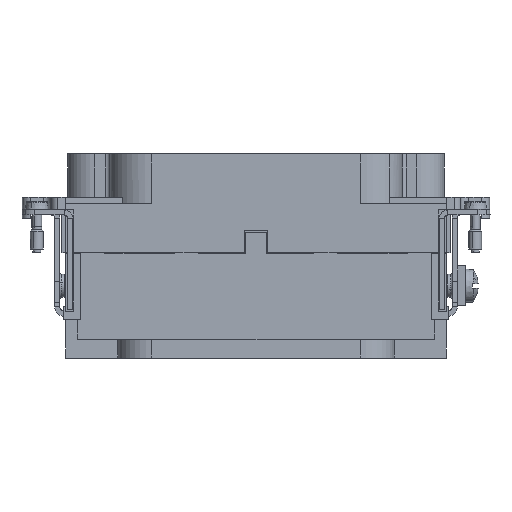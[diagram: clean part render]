
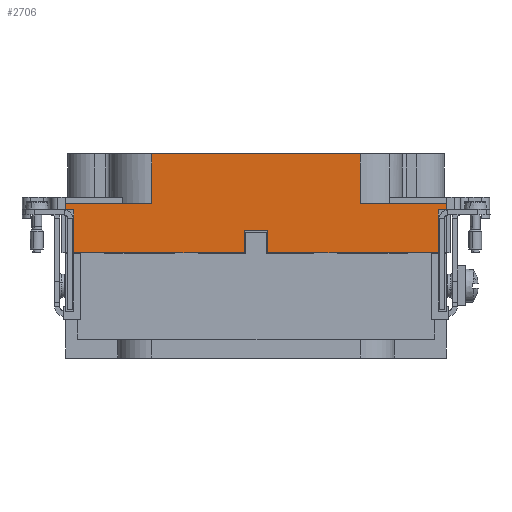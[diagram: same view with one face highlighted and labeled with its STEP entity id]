
A CAD part, left-side view. The second image highlights one B-rep face of the part: STEP entity #2706.
In plain terms, the highlighted planar face has unit normal (-1, 0, 0).
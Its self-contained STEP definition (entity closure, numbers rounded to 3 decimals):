
#2590=AXIS2_PLACEMENT_3D('Plane Axis2P3D',#2587,#2588,#2589) ;
#1377=CARTESIAN_POINT('Vertex',(0.1,10.25,35.15)) ;
#1380=CARTESIAN_POINT('Line Origine',(0.1,11.25,35.15)) ;
#1384=CARTESIAN_POINT('Vertex',(0.1,12.25,35.15)) ;
#2552=CARTESIAN_POINT('Line Origine',(0.1,10.25,35.9)) ;
#2556=CARTESIAN_POINT('Vertex',(0.1,10.25,36.65)) ;
#2587=CARTESIAN_POINT('Axis2P3D Location',(0.1,10.25,38.15)) ;
#2592=CARTESIAN_POINT('Line Origine',(0.1,20.5,36.65)) ;
#2596=CARTESIAN_POINT('Vertex',(0.1,30.75,36.65)) ;
#2599=CARTESIAN_POINT('Line Origine',(0.1,30.75,42.55)) ;
#2603=CARTESIAN_POINT('Vertex',(0.1,30.75,48.45)) ;
#2606=CARTESIAN_POINT('Line Origine',(0.1,55.5,48.45)) ;
#2610=CARTESIAN_POINT('Vertex',(0.1,80.25,48.45)) ;
#2613=CARTESIAN_POINT('Line Origine',(0.1,80.25,42.55)) ;
#2617=CARTESIAN_POINT('Vertex',(0.1,80.25,36.65)) ;
#2620=CARTESIAN_POINT('Line Origine',(0.1,90.5,36.65)) ;
#2624=CARTESIAN_POINT('Vertex',(0.1,100.75,36.65)) ;
#2627=CARTESIAN_POINT('Line Origine',(0.1,100.75,35.9)) ;
#2631=CARTESIAN_POINT('Vertex',(0.1,100.75,35.15)) ;
#2634=CARTESIAN_POINT('Line Origine',(0.1,99.75,35.15)) ;
#2638=CARTESIAN_POINT('Vertex',(0.1,98.75,35.15)) ;
#2641=CARTESIAN_POINT('Line Origine',(0.1,98.75,30.1)) ;
#2645=CARTESIAN_POINT('Vertex',(0.1,98.75,25.05)) ;
#2648=CARTESIAN_POINT('Line Origine',(0.1,78.525,25.05)) ;
#2652=CARTESIAN_POINT('Vertex',(0.1,58.3,25.05)) ;
#2655=CARTESIAN_POINT('Line Origine',(0.1,58.3,27.7)) ;
#2659=CARTESIAN_POINT('Vertex',(0.1,58.3,30.35)) ;
#2662=CARTESIAN_POINT('Line Origine',(0.1,55.5,30.35)) ;
#2666=CARTESIAN_POINT('Vertex',(0.1,52.7,30.35)) ;
#2669=CARTESIAN_POINT('Line Origine',(0.1,52.7,27.7)) ;
#2673=CARTESIAN_POINT('Vertex',(0.1,52.7,25.05)) ;
#2676=CARTESIAN_POINT('Line Origine',(0.1,32.475,25.05)) ;
#2680=CARTESIAN_POINT('Vertex',(0.1,12.25,25.05)) ;
#2683=CARTESIAN_POINT('Line Origine',(0.1,12.25,30.1)) ;
#1381=DIRECTION('Vector Direction',(0.,-1.,0.)) ;
#2553=DIRECTION('Vector Direction',(0.,0.,1.)) ;
#2588=DIRECTION('Axis2P3D Direction',(1.,0.,0.)) ;
#2589=DIRECTION('Axis2P3D XDirection',(0.,1.,0.)) ;
#2593=DIRECTION('Vector Direction',(0.,1.,0.)) ;
#2600=DIRECTION('Vector Direction',(0.,0.,-1.)) ;
#2607=DIRECTION('Vector Direction',(0.,1.,0.)) ;
#2614=DIRECTION('Vector Direction',(0.,0.,-1.)) ;
#2621=DIRECTION('Vector Direction',(0.,1.,0.)) ;
#2628=DIRECTION('Vector Direction',(0.,0.,1.)) ;
#2635=DIRECTION('Vector Direction',(0.,1.,0.)) ;
#2642=DIRECTION('Vector Direction',(0.,0.,-1.)) ;
#2649=DIRECTION('Vector Direction',(0.,1.,0.)) ;
#2656=DIRECTION('Vector Direction',(0.,0.,-1.)) ;
#2663=DIRECTION('Vector Direction',(0.,1.,0.)) ;
#2670=DIRECTION('Vector Direction',(0.,0.,1.)) ;
#2677=DIRECTION('Vector Direction',(0.,1.,0.)) ;
#2684=DIRECTION('Vector Direction',(0.,0.,-1.)) ;
#1382=VECTOR('Line Direction',#1381,1.) ;
#2554=VECTOR('Line Direction',#2553,1.) ;
#2594=VECTOR('Line Direction',#2593,1.) ;
#2601=VECTOR('Line Direction',#2600,1.) ;
#2608=VECTOR('Line Direction',#2607,1.) ;
#2615=VECTOR('Line Direction',#2614,1.) ;
#2622=VECTOR('Line Direction',#2621,1.) ;
#2629=VECTOR('Line Direction',#2628,1.) ;
#2636=VECTOR('Line Direction',#2635,1.) ;
#2643=VECTOR('Line Direction',#2642,1.) ;
#2650=VECTOR('Line Direction',#2649,1.) ;
#2657=VECTOR('Line Direction',#2656,1.) ;
#2664=VECTOR('Line Direction',#2663,1.) ;
#2671=VECTOR('Line Direction',#2670,1.) ;
#2678=VECTOR('Line Direction',#2677,1.) ;
#2685=VECTOR('Line Direction',#2684,1.) ;
#2689=ORIENTED_EDGE('',*,*,#2598,.T.) ;
#2690=ORIENTED_EDGE('',*,*,#2605,.F.) ;
#2691=ORIENTED_EDGE('',*,*,#2612,.F.) ;
#2692=ORIENTED_EDGE('',*,*,#2619,.T.) ;
#2693=ORIENTED_EDGE('',*,*,#2626,.T.) ;
#2694=ORIENTED_EDGE('',*,*,#2633,.F.) ;
#2695=ORIENTED_EDGE('',*,*,#2640,.F.) ;
#2696=ORIENTED_EDGE('',*,*,#2647,.T.) ;
#2697=ORIENTED_EDGE('',*,*,#2654,.F.) ;
#2698=ORIENTED_EDGE('',*,*,#2661,.F.) ;
#2699=ORIENTED_EDGE('',*,*,#2668,.F.) ;
#2700=ORIENTED_EDGE('',*,*,#2675,.F.) ;
#2701=ORIENTED_EDGE('',*,*,#2682,.F.) ;
#2702=ORIENTED_EDGE('',*,*,#2687,.F.) ;
#2703=ORIENTED_EDGE('',*,*,#1386,.F.) ;
#2704=ORIENTED_EDGE('',*,*,#2558,.T.) ;
#2706=ADVANCED_FACE('Hauptk\X2\00F6\X0\rper',(#2705),#2591,.F.) ;
#1386=EDGE_CURVE('',#1378,#1385,#1383,.F.) ;
#2558=EDGE_CURVE('',#1378,#2557,#2555,.T.) ;
#2598=EDGE_CURVE('',#2557,#2597,#2595,.T.) ;
#2605=EDGE_CURVE('',#2604,#2597,#2602,.T.) ;
#2612=EDGE_CURVE('',#2611,#2604,#2609,.F.) ;
#2619=EDGE_CURVE('',#2611,#2618,#2616,.T.) ;
#2626=EDGE_CURVE('',#2618,#2625,#2623,.T.) ;
#2633=EDGE_CURVE('',#2632,#2625,#2630,.T.) ;
#2640=EDGE_CURVE('',#2639,#2632,#2637,.T.) ;
#2647=EDGE_CURVE('',#2639,#2646,#2644,.T.) ;
#2654=EDGE_CURVE('',#2653,#2646,#2651,.T.) ;
#2661=EDGE_CURVE('',#2660,#2653,#2658,.T.) ;
#2668=EDGE_CURVE('',#2667,#2660,#2665,.T.) ;
#2675=EDGE_CURVE('',#2674,#2667,#2672,.T.) ;
#2682=EDGE_CURVE('',#2681,#2674,#2679,.T.) ;
#2687=EDGE_CURVE('',#1385,#2681,#2686,.T.) ;
#2688=EDGE_LOOP('',(#2689,#2690,#2691,#2692,#2693,#2694,#2695,#2696,#2697,#2698,#2699,#2700,#2701,#2702,#2703,#2704)) ;
#2705=FACE_OUTER_BOUND('',#2688,.T.) ;
#1383=LINE('Line',#1380,#1382) ;
#2555=LINE('Line',#2552,#2554) ;
#2595=LINE('Line',#2592,#2594) ;
#2602=LINE('Line',#2599,#2601) ;
#2609=LINE('Line',#2606,#2608) ;
#2616=LINE('Line',#2613,#2615) ;
#2623=LINE('Line',#2620,#2622) ;
#2630=LINE('Line',#2627,#2629) ;
#2637=LINE('Line',#2634,#2636) ;
#2644=LINE('Line',#2641,#2643) ;
#2651=LINE('Line',#2648,#2650) ;
#2658=LINE('Line',#2655,#2657) ;
#2665=LINE('Line',#2662,#2664) ;
#2672=LINE('Line',#2669,#2671) ;
#2679=LINE('Line',#2676,#2678) ;
#2686=LINE('Line',#2683,#2685) ;
#2591=PLANE('',#2590) ;
#1378=VERTEX_POINT('',#1377) ;
#1385=VERTEX_POINT('',#1384) ;
#2557=VERTEX_POINT('',#2556) ;
#2597=VERTEX_POINT('',#2596) ;
#2604=VERTEX_POINT('',#2603) ;
#2611=VERTEX_POINT('',#2610) ;
#2618=VERTEX_POINT('',#2617) ;
#2625=VERTEX_POINT('',#2624) ;
#2632=VERTEX_POINT('',#2631) ;
#2639=VERTEX_POINT('',#2638) ;
#2646=VERTEX_POINT('',#2645) ;
#2653=VERTEX_POINT('',#2652) ;
#2660=VERTEX_POINT('',#2659) ;
#2667=VERTEX_POINT('',#2666) ;
#2674=VERTEX_POINT('',#2673) ;
#2681=VERTEX_POINT('',#2680) ;
